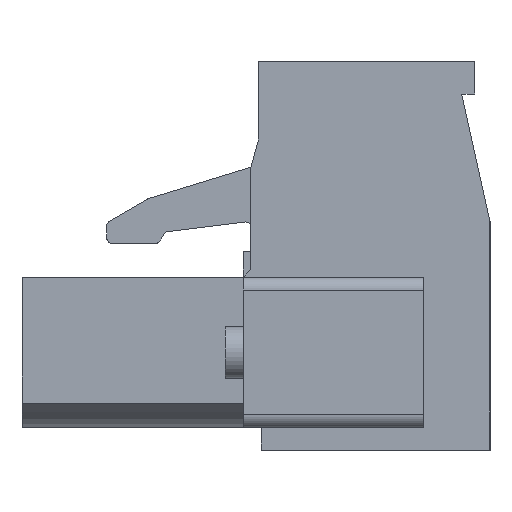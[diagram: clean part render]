
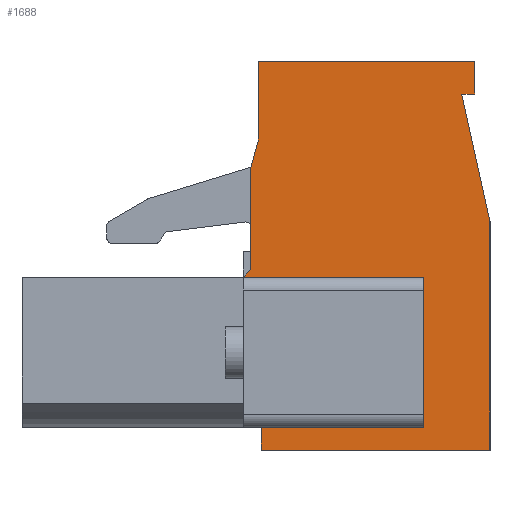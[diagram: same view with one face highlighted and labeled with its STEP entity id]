
A CAD part, left-side view. The second image highlights one B-rep face of the part: STEP entity #1688.
In plain terms, the highlighted planar face has unit normal (-1, 0, 0).
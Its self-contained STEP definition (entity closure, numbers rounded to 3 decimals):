
#1688 = ADVANCED_FACE( '', ( #3798 ), #3799, .T. );
#3798 = FACE_OUTER_BOUND( '', #6490, .T. );
#3799 = PLANE( '', #6491 );
#6490 = EDGE_LOOP( '', ( #10824, #10825, #10826, #10827, #10828, #10829, #10830, #10831, #10832, #10833, #10834, #10835, #10836, #10837 ) );
#6491 = AXIS2_PLACEMENT_3D( '', #10838, #10839, #10840 );
#10824 = ORIENTED_EDGE( '', *, *, #16426, .F. );
#10825 = ORIENTED_EDGE( '', *, *, #17533, .F. );
#10826 = ORIENTED_EDGE( '', *, *, #17534, .F. );
#10827 = ORIENTED_EDGE( '', *, *, #17535, .T. );
#10828 = ORIENTED_EDGE( '', *, *, #16607, .T. );
#10829 = ORIENTED_EDGE( '', *, *, #17536, .T. );
#10830 = ORIENTED_EDGE( '', *, *, #17537, .T. );
#10831 = ORIENTED_EDGE( '', *, *, #17439, .T. );
#10832 = ORIENTED_EDGE( '', *, *, #17110, .T. );
#10833 = ORIENTED_EDGE( '', *, *, #17538, .T. );
#10834 = ORIENTED_EDGE( '', *, *, #17420, .T. );
#10835 = ORIENTED_EDGE( '', *, *, #17539, .T. );
#10836 = ORIENTED_EDGE( '', *, *, #17540, .T. );
#10837 = ORIENTED_EDGE( '', *, *, #16527, .T. );
#10838 = CARTESIAN_POINT( '', ( -15.24, 0., 0. ) );
#10839 = DIRECTION( '', ( -1., 0., 0. ) );
#10840 = DIRECTION( '', ( 0., 0., 1. ) );
#16426 = EDGE_CURVE( '', #19753, #19326, #19755, .T. );
#16527 = EDGE_CURVE( '', #19923, #19326, #19930, .F. );
#16607 = EDGE_CURVE( '', #20069, #20070, #20071, .T. );
#17110 = EDGE_CURVE( '', #20921, #20922, #20923, .T. );
#17420 = EDGE_CURVE( '', #21400, #21398, #21401, .T. );
#17439 = EDGE_CURVE( '', #21431, #20921, #21432, .T. );
#17533 = EDGE_CURVE( '', #21567, #19753, #21568, .T. );
#17534 = EDGE_CURVE( '', #21569, #21567, #21570, .T. );
#17535 = EDGE_CURVE( '', #21569, #20069, #21571, .T. );
#17536 = EDGE_CURVE( '', #20070, #21572, #21573, .T. );
#17537 = EDGE_CURVE( '', #21572, #21431, #21574, .T. );
#17538 = EDGE_CURVE( '', #20922, #21400, #21575, .T. );
#17539 = EDGE_CURVE( '', #21398, #21576, #21577, .T. );
#17540 = EDGE_CURVE( '', #21576, #19923, #21578, .T. );
#19326 = VERTEX_POINT( '', #23918 );
#19753 = VERTEX_POINT( '', #24516 );
#19755 = LINE( '', #24519, #24520 );
#19923 = VERTEX_POINT( '', #24758 );
#19930 = LINE( '', #24769, #24770 );
#20069 = VERTEX_POINT( '', #25001 );
#20070 = VERTEX_POINT( '', #25002 );
#20071 = LINE( '', #25003, #25004 );
#20921 = VERTEX_POINT( '', #26225 );
#20922 = VERTEX_POINT( '', #26226 );
#20923 = LINE( '', #26227, #26228 );
#21398 = VERTEX_POINT( '', #26923 );
#21400 = VERTEX_POINT( '', #26926 );
#21401 = LINE( '', #26927, #26928 );
#21431 = VERTEX_POINT( '', #26970 );
#21432 = LINE( '', #26971, #26972 );
#21567 = VERTEX_POINT( '', #27173 );
#21568 = LINE( '', #27174, #27175 );
#21569 = VERTEX_POINT( '', #27176 );
#21570 = LINE( '', #27177, #27178 );
#21571 = LINE( '', #27179, #27180 );
#21572 = VERTEX_POINT( '', #27181 );
#21573 = LINE( '', #27182, #27183 );
#21574 = LINE( '', #27184, #27185 );
#21575 = LINE( '', #27186, #27187 );
#21576 = VERTEX_POINT( '', #27188 );
#21577 = LINE( '', #27189, #27190 );
#21578 = LINE( '', #27191, #27192 );
#23918 = CARTESIAN_POINT( '', ( -15.24, 5.15, 2.275 ) );
#24516 = CARTESIAN_POINT( '', ( -15.24, -1.85, 2.275 ) );
#24519 = CARTESIAN_POINT( '', ( -15.24, -1.85, 2.275 ) );
#24520 = VECTOR( '', #30572, 1000. );
#24758 = CARTESIAN_POINT( '', ( -15.24, 4.85, 2.575 ) );
#24769 = CARTESIAN_POINT( '', ( -15.24, 4.85, 2.575 ) );
#24770 = VECTOR( '', #30662, 1000. );
#25001 = CARTESIAN_POINT( '', ( -15.24, 4.45, -4.45 ) );
#25002 = CARTESIAN_POINT( '', ( -15.24, -4.45, -4.45 ) );
#25003 = CARTESIAN_POINT( '', ( -15.24, 4.45, -4.45 ) );
#25004 = VECTOR( '', #30740, 1000. );
#26225 = CARTESIAN_POINT( '', ( -15.24, -3.85, 9.4 ) );
#26226 = CARTESIAN_POINT( '', ( -15.24, -3.85, 10.65 ) );
#26227 = CARTESIAN_POINT( '', ( -15.24, -3.85, 9.4 ) );
#26228 = VECTOR( '', #31244, 1000. );
#26923 = CARTESIAN_POINT( '', ( -15.24, 4.55, 7.65 ) );
#26926 = CARTESIAN_POINT( '', ( -15.24, 4.55, 10.65 ) );
#26927 = CARTESIAN_POINT( '', ( -15.24, 4.55, 10.65 ) );
#26928 = VECTOR( '', #31535, 1000. );
#26970 = CARTESIAN_POINT( '', ( -15.24, -3.35, 9.4 ) );
#26971 = CARTESIAN_POINT( '', ( -15.24, -3.35, 9.4 ) );
#26972 = VECTOR( '', #31560, 1000. );
#27173 = CARTESIAN_POINT( '', ( -15.24, -1.85, -3.575 ) );
#27174 = CARTESIAN_POINT( '', ( -15.24, -1.85, -3.575 ) );
#27175 = VECTOR( '', #31645, 1000. );
#27176 = CARTESIAN_POINT( '', ( -15.24, 4.45, -3.575 ) );
#27177 = CARTESIAN_POINT( '', ( -15.24, 5.15, -3.575 ) );
#27178 = VECTOR( '', #31646, 1000. );
#27179 = CARTESIAN_POINT( '', ( -15.24, 4.45, -3.575 ) );
#27180 = VECTOR( '', #31647, 1000. );
#27181 = CARTESIAN_POINT( '', ( -15.24, -4.45, 4.45 ) );
#27182 = CARTESIAN_POINT( '', ( -15.24, -4.45, -4.45 ) );
#27183 = VECTOR( '', #31648, 1000. );
#27184 = CARTESIAN_POINT( '', ( -15.24, -4.45, 4.45 ) );
#27185 = VECTOR( '', #31649, 1000. );
#27186 = CARTESIAN_POINT( '', ( -15.24, -3.85, 10.65 ) );
#27187 = VECTOR( '', #31650, 1000. );
#27188 = CARTESIAN_POINT( '', ( -15.24, 4.85, 6.55 ) );
#27189 = CARTESIAN_POINT( '', ( -15.24, 4.55, 7.65 ) );
#27190 = VECTOR( '', #31651, 1000. );
#27191 = CARTESIAN_POINT( '', ( -15.24, 4.85, 6.55 ) );
#27192 = VECTOR( '', #31652, 1000. );
#30572 = DIRECTION( '', ( 0., 1., 0. ) );
#30662 = DIRECTION( '', ( 0., -0.707, 0.707 ) );
#30740 = DIRECTION( '', ( 0., -1., 0. ) );
#31244 = DIRECTION( '', ( 0., 0., 1. ) );
#31535 = DIRECTION( '', ( 0., 0., -1. ) );
#31560 = DIRECTION( '', ( 0., -1., 0. ) );
#31645 = DIRECTION( '', ( 0., 0., 1. ) );
#31646 = DIRECTION( '', ( 0., -1., 0. ) );
#31647 = DIRECTION( '', ( 0., 0., -1. ) );
#31648 = DIRECTION( '', ( 0., 0., 1. ) );
#31649 = DIRECTION( '', ( 0., 0.217, 0.976 ) );
#31650 = DIRECTION( '', ( 0., 1., 0. ) );
#31651 = DIRECTION( '', ( 0., 0.263, -0.965 ) );
#31652 = DIRECTION( '', ( 0., 0., -1. ) );
